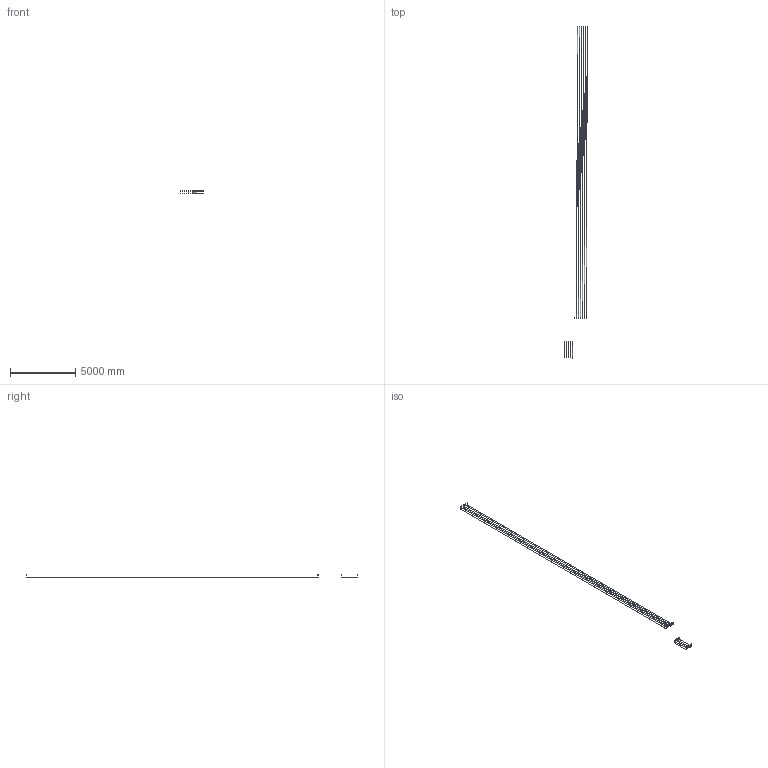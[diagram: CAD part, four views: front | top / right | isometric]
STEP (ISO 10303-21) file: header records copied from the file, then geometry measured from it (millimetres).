
FILE_DESCRIPTION(('Open CASCADE Model'),'2;1');
FILE_NAME('Open CASCADE Shape Model','2017-10-09T14:34:42',('Author'),( 'Open CASCADE'),'Open CASCADE STEP processor 7.0','Open CASCADE 7.0' ,'Unknown');
FILE_SCHEMA(('AUTOMOTIVE_DESIGN { 1 0 10303 214 1 1 1 1 }'));
Length unit declared in the file: millimetre
Products named in the file (12): Open CASCADE STEP translator 7.0 1240; Open CASCADE STEP translator 7.0 1241; Open CASCADE STEP translator 7.0 1242; Open CASCADE STEP translator 7.0 1243; Open CASCADE STEP translator 7.0 1244; Open CASCADE STEP translator 7.0 1245; Open CASCADE STEP translator 7.0 1246; Open CASCADE STEP translator 7.0 1247; Open CASCADE STEP translator 7.0 1248; Open CASCADE STEP translator 7.0 1249; Open CASCADE STEP translator 7.0 1250; Open CASCADE STEP translator 7.0 1251
Bounding box: 1737.52 x 25469.63 x 232 mm (x, y, z)
Volume: 16456789.3 mm3; surface area: 5495624.4 mm2
Topology: 11 solids, 13 shells, 79 faces, 125 edges, 69 vertices
Faces by surface type: cylinder 34, torus 23, plane 22
Full cylindrical faces by diameter (mm): 12 x34
Entity records: 3308 total; most frequent: CARTESIAN_POINT 752, DIRECTION 402, PCURVE 251, DEFINITIONAL_REPRESENTATION 251, ORIENTED_EDGE 251, B_SPLINE_CURVE_WITH_KNOTS 226, AXIS2_PLACEMENT_3D 172, EDGE_CURVE 126
